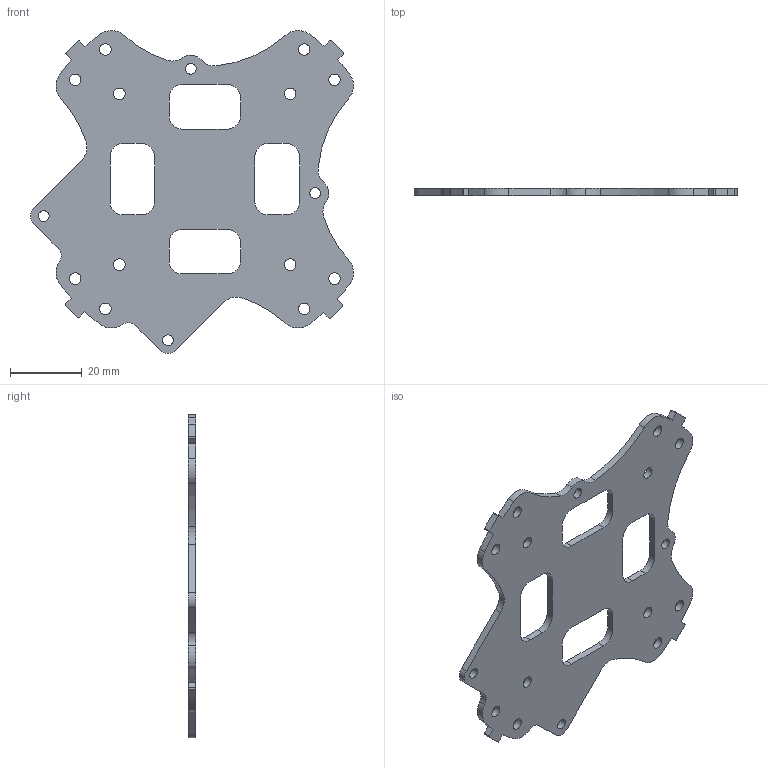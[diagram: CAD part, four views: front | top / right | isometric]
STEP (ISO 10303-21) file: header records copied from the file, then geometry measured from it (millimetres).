
FILE_DESCRIPTION(/* description */ (''),/* implementation_level */ '2;1');
FILE_NAME(/* name */ 'rpi_top_plate.step',/* time_stamp */ '2019-02-21T22:42:33-08:00',/* author */ (''),/* organization */ (''),/* preprocessor_version */ 'ST-DEVELOPER v17.2',/* originating_system */ 'Autodesk Translation Framework v7.6.0.251',/* authorisation */ '');
FILE_SCHEMA (('AUTOMOTIVE_DESIGN { 1 0 10303 214 3 1 1 }'));
Length unit declared in the file: millimetre
Products named in the file (1): Custom Top Plate
Bounding box: 90.07 x 2 x 90.07 mm (x, y, z)
Volume: 9500.7 mm3; surface area: 10995 mm2
Topology: 1 solids, 1 shells, 112 faces, 338 edges, 228 vertices
Faces by surface type: cylinder 74, plane 38
Full cylindrical faces by diameter (mm): 3 x4, 3.238 x12
Entity records: 4002 total; most frequent: DIRECTION 720, CARTESIAN_POINT 679, ORIENTED_EDGE 676, EDGE_CURVE 338, AXIS2_PLACEMENT_3D 269, VERTEX_POINT 228, LINE 182, VECTOR 182
